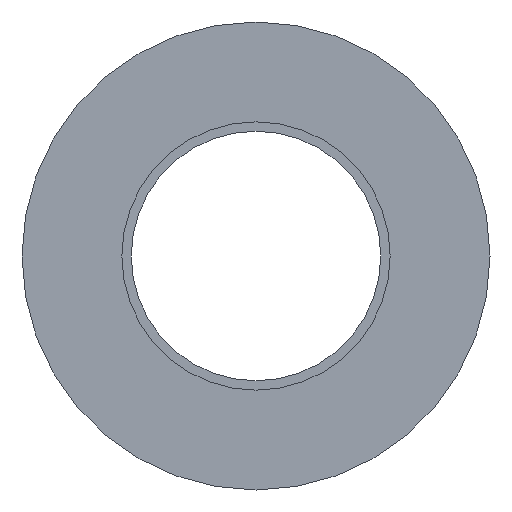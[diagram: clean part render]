
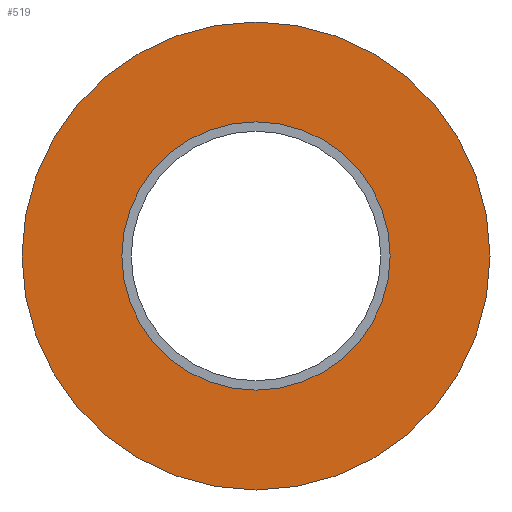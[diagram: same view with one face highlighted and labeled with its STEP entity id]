
A CAD part, front view. The second image highlights one B-rep face of the part: STEP entity #519.
In plain terms, the highlighted planar face has unit normal (0, -1, 0).
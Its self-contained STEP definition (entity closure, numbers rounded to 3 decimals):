
#7 = EDGE_LOOP ( 'NONE', ( #327, #359 ) ) ;
#9 = EDGE_CURVE ( 'NONE', #168, #189, #315, .T. ) ;
#60 = CARTESIAN_POINT ( 'NONE',  ( 0., 0., 0. ) ) ;
#62 = PLANE ( 'NONE',  #380 ) ;
#67 = CARTESIAN_POINT ( 'NONE',  ( 0., 0., 15. ) ) ;
#75 = FACE_BOUND ( 'NONE', #7, .T. ) ;
#127 = VERTEX_POINT ( 'NONE', #67 ) ;
#155 = DIRECTION ( 'NONE',  ( 0., -1., 0. ) ) ;
#168 = VERTEX_POINT ( 'NONE', #530 ) ;
#175 = CARTESIAN_POINT ( 'NONE',  ( 0., 0., 0. ) ) ;
#178 = DIRECTION ( 'NONE',  ( 0., 0., -1. ) ) ;
#188 = VERTEX_POINT ( 'NONE', #279 ) ;
#189 = VERTEX_POINT ( 'NONE', #235 ) ;
#198 = AXIS2_PLACEMENT_3D ( 'NONE', #60, #379, #511 ) ;
#212 = DIRECTION ( 'NONE',  ( 0., 0., -1. ) ) ;
#215 = DIRECTION ( 'NONE',  ( 0., 0., -1. ) ) ;
#217 = CARTESIAN_POINT ( 'NONE',  ( 0., 0., 0. ) ) ;
#235 = CARTESIAN_POINT ( 'NONE',  ( 0., 0., 8.6 ) ) ;
#239 = ORIENTED_EDGE ( 'NONE', *, *, #408, .T. ) ;
#245 = AXIS2_PLACEMENT_3D ( 'NONE', #217, #472, #178 ) ;
#253 = ORIENTED_EDGE ( 'NONE', *, *, #494, .T. ) ;
#263 = EDGE_LOOP ( 'NONE', ( #239, #253 ) ) ;
#279 = CARTESIAN_POINT ( 'NONE',  ( 0., 0., -15. ) ) ;
#299 = CARTESIAN_POINT ( 'NONE',  ( 8.6, 0., 0. ) ) ;
#315 = CIRCLE ( 'NONE', #198, 8.6 ) ;
#327 = ORIENTED_EDGE ( 'NONE', *, *, #9, .F. ) ;
#333 = AXIS2_PLACEMENT_3D ( 'NONE', #402, #155, #450 ) ;
#355 = AXIS2_PLACEMENT_3D ( 'NONE', #175, #470, #212 ) ;
#359 = ORIENTED_EDGE ( 'NONE', *, *, #520, .F. ) ;
#360 = CIRCLE ( 'NONE', #333, 15. ) ;
#371 = CIRCLE ( 'NONE', #355, 8.6 ) ;
#379 = DIRECTION ( 'NONE',  ( 0., -1., 0. ) ) ;
#380 = AXIS2_PLACEMENT_3D ( 'NONE', #299, #512, #215 ) ;
#402 = CARTESIAN_POINT ( 'NONE',  ( 0., 0., 0. ) ) ;
#408 = EDGE_CURVE ( 'NONE', #188, #127, #360, .T. ) ;
#450 = DIRECTION ( 'NONE',  ( 0., 0., -1. ) ) ;
#470 = DIRECTION ( 'NONE',  ( 0., -1., 0. ) ) ;
#472 = DIRECTION ( 'NONE',  ( 0., -1., 0. ) ) ;
#485 = CIRCLE ( 'NONE', #245, 15. ) ;
#494 = EDGE_CURVE ( 'NONE', #127, #188, #485, .T. ) ;
#509 = FACE_OUTER_BOUND ( 'NONE', #263, .T. ) ;
#511 = DIRECTION ( 'NONE',  ( 0., 0., -1. ) ) ;
#512 = DIRECTION ( 'NONE',  ( 0., -1., 0. ) ) ;
#519 = ADVANCED_FACE ( 'NONE', ( #509, #75 ), #62, .T. ) ;
#520 = EDGE_CURVE ( 'NONE', #189, #168, #371, .T. ) ;
#530 = CARTESIAN_POINT ( 'NONE',  ( 0., 0., -8.6 ) ) ;
